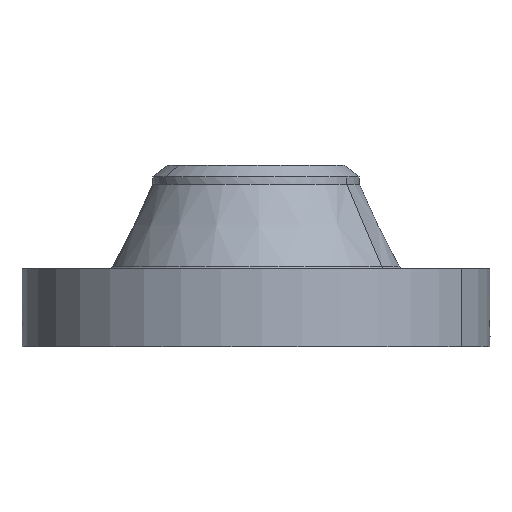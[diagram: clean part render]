
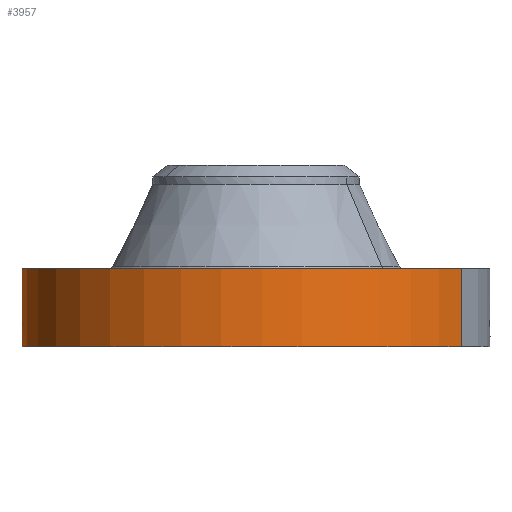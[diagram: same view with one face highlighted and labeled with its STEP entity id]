
A CAD part, left-side view. The second image highlights one B-rep face of the part: STEP entity #3957.
In plain terms, the highlighted cylindrical face has radius 190.5 mm (diameter 381 mm), a partial arc.
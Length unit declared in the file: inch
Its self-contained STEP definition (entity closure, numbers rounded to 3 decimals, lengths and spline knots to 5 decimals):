
#2927=AXIS2_PLACEMENT_3D('Circle Axis2P3D',#2925,#2926,$) ;
#3843=AXIS2_PLACEMENT_3D('Cylinder Axis2P3D',#3840,#3841,#3842) ;
#3847=AXIS2_PLACEMENT_3D('Circle Axis2P3D',#3845,#3846,$) ;
#2920=CARTESIAN_POINT('Vertex',(3.59569,6.58187,2.502)) ;
#2922=CARTESIAN_POINT('Vertex',(-3.59569,-6.58187,2.502)) ;
#2925=CARTESIAN_POINT('Axis2P3D Location',(0.,0.,2.502)) ;
#3840=CARTESIAN_POINT('Axis2P3D Location',(0.,0.,2.906)) ;
#3845=CARTESIAN_POINT('Axis2P3D Location',(0.,0.,0.)) ;
#3849=CARTESIAN_POINT('Vertex',(-3.59569,-6.58187,0.)) ;
#3851=CARTESIAN_POINT('Vertex',(3.59569,6.58187,0.)) ;
#3854=CARTESIAN_POINT('Line Origine',(-3.59569,-6.58187,1.251)) ;
#3859=CARTESIAN_POINT('Line Origine',(3.59569,6.58187,1.251)) ;
#3871=CARTESIAN_POINT('Control Point',(-0.05941,7.49976,1.09909)) ;
#3872=CARTESIAN_POINT('Control Point',(-0.04003,7.49992,1.1024)) ;
#3873=CARTESIAN_POINT('Control Point',(-0.02038,7.5,1.10408)) ;
#3874=CARTESIAN_POINT('Control Point',(-0.00072,7.5,1.10412)) ;
#3875=CARTESIAN_POINT('Vertex',(-0.0594,7.49977,1.0991)) ;
#3877=CARTESIAN_POINT('Vertex',(-0.00072,7.5,1.10412)) ;
#3881=CARTESIAN_POINT('Control Point',(-0.05939,7.49976,1.09909)) ;
#3882=CARTESIAN_POINT('Control Point',(-0.09831,7.49946,1.09409)) ;
#3883=CARTESIAN_POINT('Control Point',(-0.13642,7.49884,1.082)) ;
#3884=CARTESIAN_POINT('Control Point',(-0.17138,7.49804,1.06375)) ;
#3885=CARTESIAN_POINT('Vertex',(-0.17138,7.49804,1.06375)) ;
#3889=CARTESIAN_POINT('Control Point',(-0.02999,7.49994,0.34111)) ;
#3890=CARTESIAN_POINT('Control Point',(-0.08598,7.49972,0.34825)) ;
#3891=CARTESIAN_POINT('Control Point',(-0.14035,7.49898,0.36587)) ;
#3892=CARTESIAN_POINT('Control Point',(-0.19034,7.49779,0.39344)) ;
#3893=CARTESIAN_POINT('Control Point',(-0.2796,7.49502,0.46639)) ;
#3894=CARTESIAN_POINT('Control Point',(-0.33704,7.49249,0.56453)) ;
#3895=CARTESIAN_POINT('Control Point',(-0.35684,7.49151,0.61913)) ;
#3896=CARTESIAN_POINT('Control Point',(-0.37232,7.49075,0.70843)) ;
#3897=CARTESIAN_POINT('Control Point',(-0.363,7.49121,0.79692)) ;
#3898=CARTESIAN_POINT('Control Point',(-0.35625,7.49154,0.82886)) ;
#3899=CARTESIAN_POINT('Control Point',(-0.33118,7.49273,0.90639)) ;
#3900=CARTESIAN_POINT('Control Point',(-0.28659,7.4946,0.97493)) ;
#3901=CARTESIAN_POINT('Control Point',(-0.25324,7.49586,1.01136)) ;
#3902=CARTESIAN_POINT('Control Point',(-0.21425,7.49706,1.04137)) ;
#3903=CARTESIAN_POINT('Control Point',(-0.17138,7.49804,1.06375)) ;
#3904=CARTESIAN_POINT('Vertex',(-0.02999,7.49994,0.34111)) ;
#3908=CARTESIAN_POINT('Control Point',(-0.02999,7.49994,0.34111)) ;
#3909=CARTESIAN_POINT('Control Point',(-0.01999,7.49998,0.34086)) ;
#3910=CARTESIAN_POINT('Control Point',(-0.00998,7.5,0.34095)) ;
#3911=CARTESIAN_POINT('Control Point',(0.,7.5,0.34137)) ;
#3912=CARTESIAN_POINT('Vertex',(0.,7.5,0.34137)) ;
#3916=CARTESIAN_POINT('Control Point',(0.19354,7.4975,0.39573)) ;
#3917=CARTESIAN_POINT('Control Point',(0.14936,7.49864,0.37106)) ;
#3918=CARTESIAN_POINT('Control Point',(0.10119,7.49954,0.35344)) ;
#3919=CARTESIAN_POINT('Control Point',(0.05083,7.5,0.34353)) ;
#3920=CARTESIAN_POINT('Control Point',(0.,7.5,0.34137)) ;
#3921=CARTESIAN_POINT('Vertex',(0.19354,7.4975,0.39573)) ;
#3925=CARTESIAN_POINT('Control Point',(0.19354,7.4975,0.39573)) ;
#3926=CARTESIAN_POINT('Control Point',(0.22275,7.49675,0.41204)) ;
#3927=CARTESIAN_POINT('Control Point',(0.25033,7.49589,0.43124)) ;
#3928=CARTESIAN_POINT('Control Point',(0.27587,7.49498,0.45317)) ;
#3929=CARTESIAN_POINT('Control Point',(0.34319,7.49231,0.52437)) ;
#3930=CARTESIAN_POINT('Control Point',(0.38653,7.49008,0.61377)) ;
#3931=CARTESIAN_POINT('Control Point',(0.40202,7.4892,0.67798)) ;
#3932=CARTESIAN_POINT('Control Point',(0.40344,7.48917,0.79213)) ;
#3933=CARTESIAN_POINT('Control Point',(0.36375,7.49121,0.8968)) ;
#3934=CARTESIAN_POINT('Control Point',(0.33967,7.49238,0.93823)) ;
#3935=CARTESIAN_POINT('Control Point',(0.27052,7.49538,1.02298)) ;
#3936=CARTESIAN_POINT('Control Point',(0.17702,7.49821,1.07827)) ;
#3937=CARTESIAN_POINT('Control Point',(0.11905,7.49942,1.09847)) ;
#3938=CARTESIAN_POINT('Control Point',(0.05907,7.5,1.10705)) ;
#3939=CARTESIAN_POINT('Control Point',(-0.00003,7.5,1.10415)) ;
#3940=CARTESIAN_POINT('Vertex',(-0.00003,7.5,1.10415)) ;
#3944=CARTESIAN_POINT('Control Point',(-0.00072,7.5,1.10412)) ;
#3945=CARTESIAN_POINT('Control Point',(-0.00037,7.5,1.10414)) ;
#3946=CARTESIAN_POINT('Control Point',(-0.00003,7.5,1.10415)) ;
#2926=DIRECTION('Axis2P3D Direction',(0.,0.,-0.039)) ;
#3841=DIRECTION('Axis2P3D Direction',(0.,0.,-0.039)) ;
#3842=DIRECTION('Axis2P3D XDirection',(0.019,0.035,0.)) ;
#3846=DIRECTION('Axis2P3D Direction',(0.,0.,-0.039)) ;
#3855=DIRECTION('Vector Direction',(0.,0.,-0.039)) ;
#3860=DIRECTION('Vector Direction',(0.,0.,-0.039)) ;
#3856=VECTOR('Line Direction',#3855,0.03937) ;
#3861=VECTOR('Line Direction',#3860,0.03937) ;
#3865=ORIENTED_EDGE('',*,*,#3853,.F.) ;
#3866=ORIENTED_EDGE('',*,*,#3858,.T.) ;
#3867=ORIENTED_EDGE('',*,*,#2929,.T.) ;
#3868=ORIENTED_EDGE('',*,*,#3863,.F.) ;
#3949=ORIENTED_EDGE('',*,*,#3879,.F.) ;
#3950=ORIENTED_EDGE('',*,*,#3887,.T.) ;
#3951=ORIENTED_EDGE('',*,*,#3906,.F.) ;
#3952=ORIENTED_EDGE('',*,*,#3914,.T.) ;
#3953=ORIENTED_EDGE('',*,*,#3923,.F.) ;
#3954=ORIENTED_EDGE('',*,*,#3942,.T.) ;
#3955=ORIENTED_EDGE('',*,*,#3947,.F.) ;
#3956=FACE_BOUND('',#3948,.T.) ;
#3957=ADVANCED_FACE('PartBody',(#3869,#3956),#3844,.T.) ;
#3870=B_SPLINE_CURVE_WITH_KNOTS('',3,(#3871,#3872,#3873,#3874),.UNSPECIFIED.,.F.,.U.,(4,4),(4.34045,6.52146),.UNSPECIFIED.) ;
#3880=B_SPLINE_CURVE_WITH_KNOTS('',3,(#3881,#3882,#3883,#3884),.UNSPECIFIED.,.F.,.U.,(4,4),(0.,4.4082),.UNSPECIFIED.) ;
#3888=B_SPLINE_CURVE_WITH_KNOTS('',5,(#3889,#3890,#3891,#3892,#3893,#3894,#3895,#3896,#3897,#3898,#3899,#3900,#3901,#3902,#3903),.UNSPECIFIED.,.F.,.U.,(6,3,3,3,6),(0.,9.80825,20.12867,26.11715,35.12658),.UNSPECIFIED.) ;
#3907=B_SPLINE_CURVE_WITH_KNOTS('',3,(#3908,#3909,#3910,#3911),.UNSPECIFIED.,.F.,.U.,(4,4),(0.,1.04343),.UNSPECIFIED.) ;
#3915=B_SPLINE_CURVE_WITH_KNOTS('',4,(#3916,#3917,#3918,#3919,#3920),.UNSPECIFIED.,.F.,.U.,(5,5),(0.,7.08328),.UNSPECIFIED.) ;
#3924=B_SPLINE_CURVE_WITH_KNOTS('',5,(#3925,#3926,#3927,#3928,#3929,#3930,#3931,#3932,#3933,#3934,#3935,#3936,#3937,#3938,#3939),.UNSPECIFIED.,.F.,.U.,(6,3,3,3,6),(0.,5.85318,17.06506,25.48671,36.53328),.UNSPECIFIED.) ;
#3943=B_SPLINE_CURVE_WITH_KNOTS('',2,(#3944,#3945,#3946),.UNSPECIFIED.,.F.,.U.,(3,3),(1.05656,1.08237),.UNSPECIFIED.) ;
#2928=CIRCLE('generated circle',#2927,7.5) ;
#3848=CIRCLE('generated circle',#3847,7.5) ;
#3844=CYLINDRICAL_SURFACE('generated cylinder',#3843,7.5) ;
#2929=EDGE_CURVE('',#2923,#2921,#2928,.T.) ;
#3853=EDGE_CURVE('',#3850,#3852,#3848,.T.) ;
#3858=EDGE_CURVE('',#3850,#2923,#3857,.F.) ;
#3863=EDGE_CURVE('',#3852,#2921,#3862,.F.) ;
#3879=EDGE_CURVE('',#3876,#3878,#3870,.T.) ;
#3887=EDGE_CURVE('',#3876,#3886,#3880,.T.) ;
#3906=EDGE_CURVE('',#3905,#3886,#3888,.T.) ;
#3914=EDGE_CURVE('',#3905,#3913,#3907,.T.) ;
#3923=EDGE_CURVE('',#3922,#3913,#3915,.T.) ;
#3942=EDGE_CURVE('',#3922,#3941,#3924,.T.) ;
#3947=EDGE_CURVE('',#3878,#3941,#3943,.T.) ;
#3864=EDGE_LOOP('',(#3865,#3866,#3867,#3868)) ;
#3948=EDGE_LOOP('',(#3949,#3950,#3951,#3952,#3953,#3954,#3955)) ;
#3869=FACE_OUTER_BOUND('',#3864,.T.) ;
#3857=LINE('Line',#3854,#3856) ;
#3862=LINE('Line',#3859,#3861) ;
#2921=VERTEX_POINT('',#2920) ;
#2923=VERTEX_POINT('',#2922) ;
#3850=VERTEX_POINT('',#3849) ;
#3852=VERTEX_POINT('',#3851) ;
#3876=VERTEX_POINT('',#3875) ;
#3878=VERTEX_POINT('',#3877) ;
#3886=VERTEX_POINT('',#3885) ;
#3905=VERTEX_POINT('',#3904) ;
#3913=VERTEX_POINT('',#3912) ;
#3922=VERTEX_POINT('',#3921) ;
#3941=VERTEX_POINT('',#3940) ;
